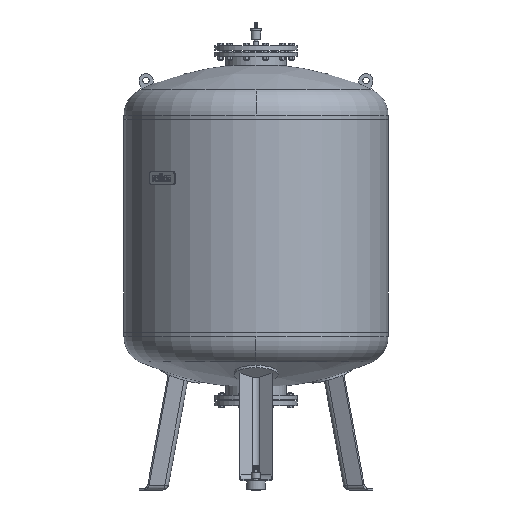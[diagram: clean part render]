
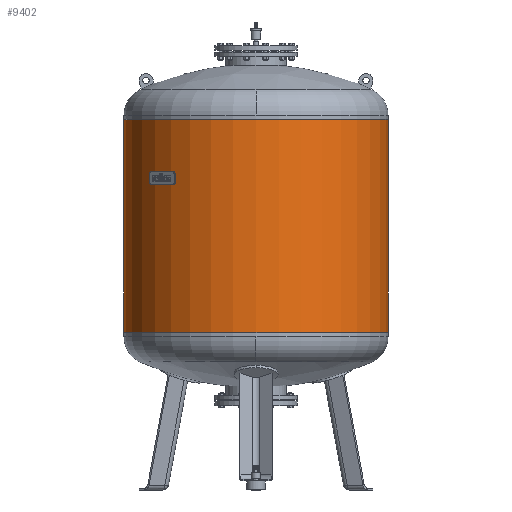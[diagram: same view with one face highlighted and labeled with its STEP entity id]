
A CAD part, front view. The second image highlights one B-rep face of the part: STEP entity #9402.
In plain terms, the highlighted cylindrical face has radius 600 mm (diameter 1200 mm), a partial arc.
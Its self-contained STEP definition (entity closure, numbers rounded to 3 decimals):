
#9361=CARTESIAN_POINT('',(0.,0.0,1433.5));
#9362=DIRECTION('',(0.,0.0,1.0));
#9363=DIRECTION('',(1.0,0.0,0.0));
#9364=AXIS2_PLACEMENT_3D('',#9361,#9362,#9363);
#9365=CYLINDRICAL_SURFACE('',#9364,600.);
#9366=CARTESIAN_POINT('',(600.,0.0,1682.));
#9367=VERTEX_POINT('',#9366);
#9368=CARTESIAN_POINT('',(600.,0.0,718.));
#9369=VERTEX_POINT('',#9368);
#9370=CARTESIAN_POINT('',(600.,0.0,1682.));
#9371=DIRECTION('',(0.0,0.0,-1.0));
#9372=VECTOR('',#9371,964.0);
#9373=LINE('',#9370,#9372);
#9374=EDGE_CURVE('',#9367,#9369,#9373,.T.);
#9375=ORIENTED_EDGE('',*,*,#9374,.F.);
#9376=CARTESIAN_POINT('',(-600.,0.,1682.));
#9377=VERTEX_POINT('',#9376);
#9378=CARTESIAN_POINT('',(0.,0.0,1682.));
#9379=DIRECTION('',(0.0,0.0,1.0));
#9380=DIRECTION('',(1.0,0.0,0.0));
#9381=AXIS2_PLACEMENT_3D('',#9378,#9379,#9380);
#9382=CIRCLE('',#9381,600.);
#9383=EDGE_CURVE('',#9377,#9367,#9382,.T.);
#9384=ORIENTED_EDGE('',*,*,#9383,.F.);
#9385=CARTESIAN_POINT('',(-600.,0.,718.));
#9386=VERTEX_POINT('',#9385);
#9387=CARTESIAN_POINT('',(-600.,0.,1682.));
#9388=DIRECTION('',(0.0,0.0,-1.0));
#9389=VECTOR('',#9388,964.0);
#9390=LINE('',#9387,#9389);
#9391=EDGE_CURVE('',#9377,#9386,#9390,.T.);
#9392=ORIENTED_EDGE('',*,*,#9391,.T.);
#9393=CARTESIAN_POINT('',(0.,0.0,718.));
#9394=DIRECTION('',(0.0,0.0,1.0));
#9395=DIRECTION('',(1.0,0.0,0.0));
#9396=AXIS2_PLACEMENT_3D('',#9393,#9394,#9395);
#9397=CIRCLE('',#9396,600.);
#9398=EDGE_CURVE('',#9386,#9369,#9397,.T.);
#9399=ORIENTED_EDGE('',*,*,#9398,.T.);
#9400=EDGE_LOOP('',(#9375,#9384,#9392,#9399));
#9401=FACE_OUTER_BOUND('',#9400,.T.);
#9402=ADVANCED_FACE('',(#9401),#9365,.T.);
